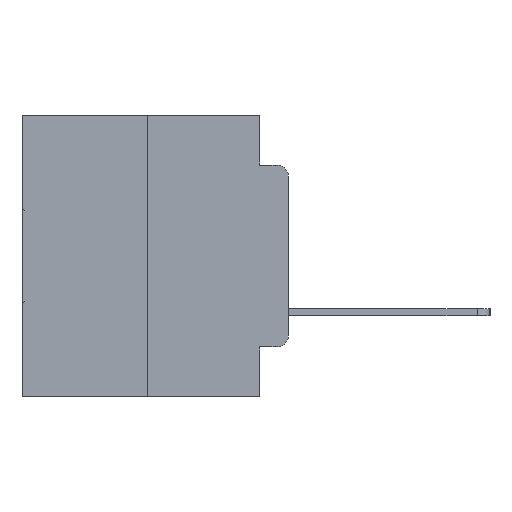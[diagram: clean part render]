
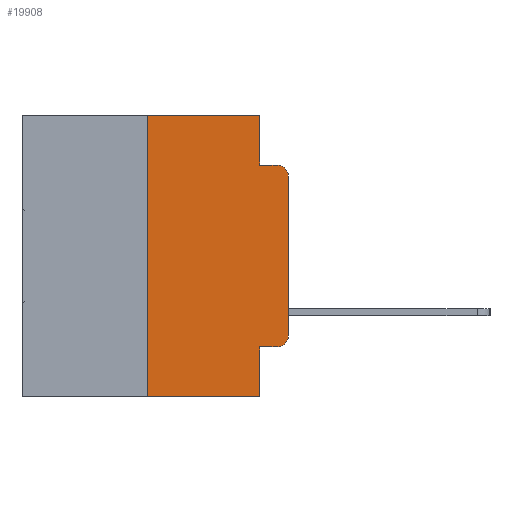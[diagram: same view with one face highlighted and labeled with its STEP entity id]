
A CAD part, left-side view. The second image highlights one B-rep face of the part: STEP entity #19908.
In plain terms, the highlighted planar face has unit normal (-1, 0, 0).
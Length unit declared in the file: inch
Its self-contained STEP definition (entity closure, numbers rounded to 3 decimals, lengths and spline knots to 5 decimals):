
#902 = DIRECTION ( 'NONE',  ( -1., 0., 0. ) ) ;
#935 = VERTEX_POINT ( 'NONE', #29667 ) ;
#936 = CARTESIAN_POINT ( 'NONE',  ( 0., 0.02, -0.1085 ) ) ;
#1376 = EDGE_LOOP ( 'NONE', ( #8690, #16538, #27464, #18433, #20194, #24821, #17447, #20769, #27190, #24178 ) ) ;
#1613 = DIRECTION ( 'NONE',  ( 0., 0., 1. ) ) ;
#1817 = CARTESIAN_POINT ( 'NONE',  ( 0., 0.25, -0.5 ) ) ;
#1881 = EDGE_CURVE ( 'NONE', #8675, #935, #25204, .T. ) ;
#2258 = DIRECTION ( 'NONE',  ( 0., 0., -1. ) ) ;
#2663 = VERTEX_POINT ( 'NONE', #21000 ) ;
#2922 = DIRECTION ( 'NONE',  ( 0., -1., 0. ) ) ;
#3065 = LINE ( 'NONE', #13759, #29665 ) ;
#3270 = VERTEX_POINT ( 'NONE', #28345 ) ;
#4201 = LINE ( 'NONE', #7565, #23167 ) ;
#4215 = CARTESIAN_POINT ( 'NONE',  ( 0., 0.051, 0. ) ) ;
#4532 = CARTESIAN_POINT ( 'NONE',  ( 0., 0.473, 0. ) ) ;
#4786 = EDGE_CURVE ( 'NONE', #2663, #24548, #4201, .T. ) ;
#4836 = EDGE_CURVE ( 'NONE', #19212, #3270, #16278, .T. ) ;
#5242 = VERTEX_POINT ( 'NONE', #10932 ) ;
#5606 = EDGE_CURVE ( 'NONE', #24548, #5242, #5750, .T. ) ;
#5750 = CIRCLE ( 'NONE', #15801, 0.02 ) ;
#6506 = CARTESIAN_POINT ( 'NONE',  ( 0., 0.051, 0. ) ) ;
#6604 = DIRECTION ( 'NONE',  ( 0., 0., -1. ) ) ;
#6854 = EDGE_CURVE ( 'NONE', #2663, #935, #15546, .T. ) ;
#7087 = EDGE_CURVE ( 'NONE', #22265, #3270, #3065, .T. ) ;
#7093 = CARTESIAN_POINT ( 'NONE',  ( 0., 0.473, -0.5 ) ) ;
#7565 = CARTESIAN_POINT ( 'NONE',  ( 0., 0.051, -0.4115 ) ) ;
#8675 = VERTEX_POINT ( 'NONE', #1817 ) ;
#8690 = ORIENTED_EDGE ( 'NONE', *, *, #26475, .T. ) ;
#9198 = LINE ( 'NONE', #6506, #27196 ) ;
#9472 = DIRECTION ( 'NONE',  ( -1., 0., 0. ) ) ;
#10057 = LINE ( 'NONE', #28722, #22531 ) ;
#10932 = CARTESIAN_POINT ( 'NONE',  ( 0., 0., -0.3915 ) ) ;
#11412 = DIRECTION ( 'NONE',  ( 0., 0., -1. ) ) ;
#11575 = EDGE_CURVE ( 'NONE', #19320, #22265, #9198, .T. ) ;
#11705 = LINE ( 'NONE', #12233, #28873 ) ;
#11898 = PLANE ( 'NONE',  #26241 ) ;
#12172 = EDGE_CURVE ( 'NONE', #8675, #28130, #26798, .T. ) ;
#12233 = CARTESIAN_POINT ( 'NONE',  ( 0., 0., 0. ) ) ;
#13701 = CARTESIAN_POINT ( 'NONE',  ( 0., 0.25, 0. ) ) ;
#13759 = CARTESIAN_POINT ( 'NONE',  ( 0., 0.051, -0.0885 ) ) ;
#14171 = CARTESIAN_POINT ( 'NONE',  ( 0., 0.02, -0.3915 ) ) ;
#15546 = LINE ( 'NONE', #4215, #27868 ) ;
#15801 = AXIS2_PLACEMENT_3D ( 'NONE', #14171, #9472, #28386 ) ;
#16278 = CIRCLE ( 'NONE', #17545, 0.02 ) ;
#16538 = ORIENTED_EDGE ( 'NONE', *, *, #4836, .T. ) ;
#16628 = EDGE_CURVE ( 'NONE', #28130, #19320, #10057, .T. ) ;
#16656 = DIRECTION ( 'NONE',  ( 1., 0., 0. ) ) ;
#16984 = DIRECTION ( 'NONE',  ( 0., 0., 1. ) ) ;
#17151 = DIRECTION ( 'NONE',  ( 0., -1., 0. ) ) ;
#17447 = ORIENTED_EDGE ( 'NONE', *, *, #1881, .T. ) ;
#17545 = AXIS2_PLACEMENT_3D ( 'NONE', #936, #902, #18024 ) ;
#18024 = DIRECTION ( 'NONE',  ( 0., 0., -1. ) ) ;
#18238 = CARTESIAN_POINT ( 'NONE',  ( 0., 0.051, 0. ) ) ;
#18305 = VECTOR ( 'NONE', #21847, 39.37008 ) ;
#18433 = ORIENTED_EDGE ( 'NONE', *, *, #11575, .F. ) ;
#18512 = DIRECTION ( 'NONE',  ( 0., -1., 0. ) ) ;
#19079 = CARTESIAN_POINT ( 'NONE',  ( 0., 0.25, 0. ) ) ;
#19212 = VERTEX_POINT ( 'NONE', #20167 ) ;
#19320 = VERTEX_POINT ( 'NONE', #18238 ) ;
#19908 = ADVANCED_FACE ( 'NONE', ( #27766 ), #11898, .F. ) ;
#20167 = CARTESIAN_POINT ( 'NONE',  ( 0., 0., -0.1085 ) ) ;
#20194 = ORIENTED_EDGE ( 'NONE', *, *, #16628, .F. ) ;
#20769 = ORIENTED_EDGE ( 'NONE', *, *, #6854, .F. ) ;
#21000 = CARTESIAN_POINT ( 'NONE',  ( 0., 0.051, -0.4115 ) ) ;
#21847 = DIRECTION ( 'NONE',  ( 0., -1., 0. ) ) ;
#22265 = VERTEX_POINT ( 'NONE', #23122 ) ;
#22531 = VECTOR ( 'NONE', #17151, 39.37008 ) ;
#23122 = CARTESIAN_POINT ( 'NONE',  ( 0., 0.051, -0.0885 ) ) ;
#23167 = VECTOR ( 'NONE', #18512, 39.37008 ) ;
#24178 = ORIENTED_EDGE ( 'NONE', *, *, #5606, .T. ) ;
#24548 = VERTEX_POINT ( 'NONE', #27559 ) ;
#24821 = ORIENTED_EDGE ( 'NONE', *, *, #12172, .F. ) ;
#25204 = LINE ( 'NONE', #7093, #18305 ) ;
#26039 = VECTOR ( 'NONE', #1613, 39.37008 ) ;
#26241 = AXIS2_PLACEMENT_3D ( 'NONE', #4532, #16656, #2258 ) ;
#26475 = EDGE_CURVE ( 'NONE', #5242, #19212, #11705, .T. ) ;
#26798 = LINE ( 'NONE', #13701, #26039 ) ;
#27190 = ORIENTED_EDGE ( 'NONE', *, *, #4786, .T. ) ;
#27196 = VECTOR ( 'NONE', #11412, 39.37008 ) ;
#27464 = ORIENTED_EDGE ( 'NONE', *, *, #7087, .F. ) ;
#27559 = CARTESIAN_POINT ( 'NONE',  ( 0., 0.02, -0.4115 ) ) ;
#27766 = FACE_OUTER_BOUND ( 'NONE', #1376, .T. ) ;
#27868 = VECTOR ( 'NONE', #6604, 39.37008 ) ;
#28130 = VERTEX_POINT ( 'NONE', #19079 ) ;
#28345 = CARTESIAN_POINT ( 'NONE',  ( 0., 0.02, -0.0885 ) ) ;
#28386 = DIRECTION ( 'NONE',  ( 0., 0., -1. ) ) ;
#28722 = CARTESIAN_POINT ( 'NONE',  ( 0., 0.473, 0. ) ) ;
#28873 = VECTOR ( 'NONE', #16984, 39.37008 ) ;
#29665 = VECTOR ( 'NONE', #2922, 39.37008 ) ;
#29667 = CARTESIAN_POINT ( 'NONE',  ( 0., 0.051, -0.5 ) ) ;
